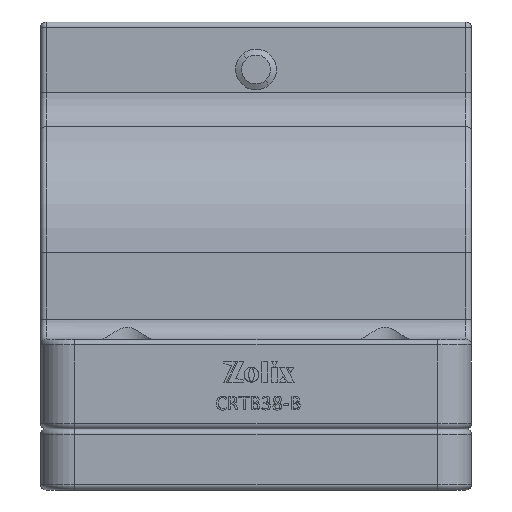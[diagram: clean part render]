
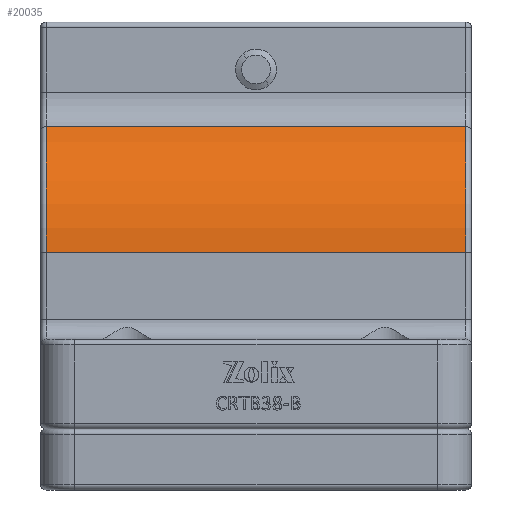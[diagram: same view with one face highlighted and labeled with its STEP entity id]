
A CAD part, left-side view. The second image highlights one B-rep face of the part: STEP entity #20035.
In plain terms, the highlighted cylindrical face has radius 22 mm (diameter 44 mm), a partial arc.
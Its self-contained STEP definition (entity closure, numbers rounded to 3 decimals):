
#813 = CARTESIAN_POINT ( 'NONE',  ( -20.773, -20.744, -4. ) ) ;
#1878 = EDGE_CURVE ( 'NONE', #7440, #6915, #7505, .T. ) ;
#3644 = VERTEX_POINT ( 'NONE', #12865 ) ;
#4330 = LINE ( 'NONE', #25660, #21571 ) ;
#5617 = DIRECTION ( 'NONE',  ( -1., 0., 0. ) ) ;
#5998 = VECTOR ( 'NONE', #24202, 1000. ) ;
#6915 = VERTEX_POINT ( 'NONE', #22962 ) ;
#6992 = CIRCLE ( 'NONE', #17200, 22. ) ;
#7440 = VERTEX_POINT ( 'NONE', #25440 ) ;
#7505 = LINE ( 'NONE', #813, #5998 ) ;
#8484 = VERTEX_POINT ( 'NONE', #21555 ) ;
#9597 = ORIENTED_EDGE ( 'NONE', *, *, #1878, .F. ) ;
#11017 = EDGE_LOOP ( 'NONE', ( #9597, #11136, #11150, #16929 ) ) ;
#11136 = ORIENTED_EDGE ( 'NONE', *, *, #12332, .T. ) ;
#11150 = ORIENTED_EDGE ( 'NONE', *, *, #23933, .T. ) ;
#12332 = EDGE_CURVE ( 'NONE', #7440, #8484, #21363, .T. ) ;
#12865 = CARTESIAN_POINT ( 'NONE',  ( -10.558, 41.956, 14.577 ) ) ;
#13341 = DIRECTION ( 'NONE',  ( 1., 0., 0. ) ) ;
#14943 = AXIS2_PLACEMENT_3D ( 'NONE', #20090, #16065, #5617 ) ;
#16065 = DIRECTION ( 'NONE',  ( 0., 1., 0. ) ) ;
#16929 = ORIENTED_EDGE ( 'NONE', *, *, #25755, .T. ) ;
#17200 = AXIS2_PLACEMENT_3D ( 'NONE', #26577, #21960, #13341 ) ;
#18656 = CARTESIAN_POINT ( 'NONE',  ( 1.227, -19.944, -4. ) ) ;
#18929 = DIRECTION ( 'NONE',  ( 0., 1., 0. ) ) ;
#19234 = DIRECTION ( 'NONE',  ( 0., 1., 0. ) ) ;
#20035 = ADVANCED_FACE ( 'NONE', ( #22045 ), #24700, .T. ) ;
#20090 = CARTESIAN_POINT ( 'NONE',  ( 1.227, -20.744, -4. ) ) ;
#21147 = DIRECTION ( 'NONE',  ( -1., 0., 0. ) ) ;
#21363 = CIRCLE ( 'NONE', #24946, 22. ) ;
#21555 = CARTESIAN_POINT ( 'NONE',  ( -10.558, -19.944, 14.577 ) ) ;
#21571 = VECTOR ( 'NONE', #19234, 1000. ) ;
#21960 = DIRECTION ( 'NONE',  ( 0., -1., 0. ) ) ;
#22045 = FACE_OUTER_BOUND ( 'NONE', #11017, .T. ) ;
#22962 = CARTESIAN_POINT ( 'NONE',  ( -20.773, 41.956, -4. ) ) ;
#23933 = EDGE_CURVE ( 'NONE', #8484, #3644, #4330, .T. ) ;
#24202 = DIRECTION ( 'NONE',  ( 0., 1., 0. ) ) ;
#24700 = CYLINDRICAL_SURFACE ( 'NONE', #14943, 22. ) ;
#24946 = AXIS2_PLACEMENT_3D ( 'NONE', #18656, #18929, #21147 ) ;
#25440 = CARTESIAN_POINT ( 'NONE',  ( -20.773, -19.944, -4. ) ) ;
#25660 = CARTESIAN_POINT ( 'NONE',  ( -10.558, -20.744, 14.577 ) ) ;
#25755 = EDGE_CURVE ( 'NONE', #3644, #6915, #6992, .T. ) ;
#26577 = CARTESIAN_POINT ( 'NONE',  ( 1.227, 41.956, -4. ) ) ;
